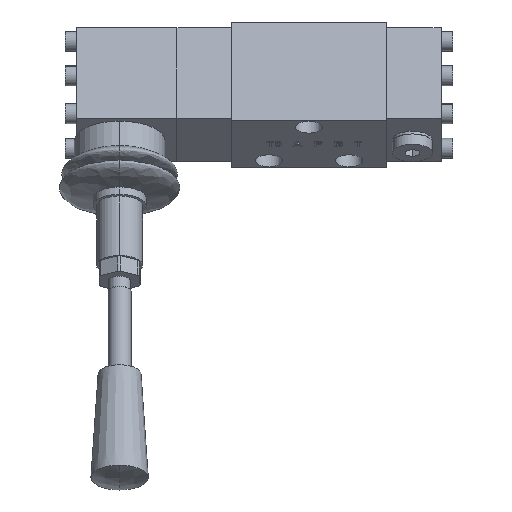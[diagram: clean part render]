
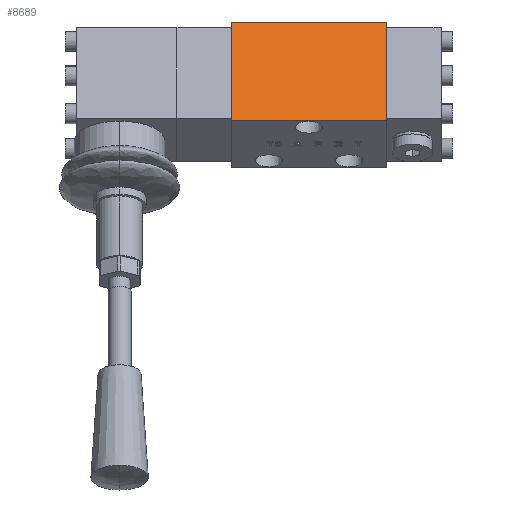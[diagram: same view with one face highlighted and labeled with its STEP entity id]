
A CAD part, front view. The second image highlights one B-rep face of the part: STEP entity #8689.
In plain terms, the highlighted planar face has unit normal (0, -0.901, 0.433).
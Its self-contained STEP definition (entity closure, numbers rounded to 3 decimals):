
#328 = DIRECTION ( 'NONE',  ( 0., 0.433, 0.901 ) ) ;
#596 = DIRECTION ( 'NONE',  ( 1., 0., 0. ) ) ;
#975 = LINE ( 'NONE', #8557, #5305 ) ;
#1399 = CARTESIAN_POINT ( 'NONE',  ( -22.49, -6.218, 122.353 ) ) ;
#1471 = CARTESIAN_POINT ( 'NONE',  ( -22.49, -22.669, 88.098 ) ) ;
#1473 = CARTESIAN_POINT ( 'NONE',  ( 31.51, -6.218, 122.353 ) ) ;
#1740 = PLANE ( 'NONE',  #9364 ) ;
#2250 = VERTEX_POINT ( 'NONE', #12756 ) ;
#2638 = ORIENTED_EDGE ( 'NONE', *, *, #14769, .T. ) ;
#2877 = CARTESIAN_POINT ( 'NONE',  ( -22.49, -6.218, 122.353 ) ) ;
#3027 = EDGE_CURVE ( 'NONE', #5072, #10591, #975, .T. ) ;
#5072 = VERTEX_POINT ( 'NONE', #1471 ) ;
#5263 = DIRECTION ( 'NONE',  ( 1., 0., 0. ) ) ;
#5305 = VECTOR ( 'NONE', #8393, 1000. ) ;
#5943 = CARTESIAN_POINT ( 'NONE',  ( -22.49, -6.218, 122.353 ) ) ;
#6087 = EDGE_LOOP ( 'NONE', ( #11459, #9304, #9882, #2638 ) ) ;
#7339 = EDGE_CURVE ( 'NONE', #15614, #2250, #13992, .T. ) ;
#7739 = CARTESIAN_POINT ( 'NONE',  ( 31.51, -22.669, 88.098 ) ) ;
#8155 = VECTOR ( 'NONE', #5263, 1000. ) ;
#8393 = DIRECTION ( 'NONE',  ( 0., 0.433, 0.901 ) ) ;
#8557 = CARTESIAN_POINT ( 'NONE',  ( -22.49, -6.218, 122.353 ) ) ;
#8689 = ADVANCED_FACE ( 'NONE', ( #10555 ), #1740, .F. ) ;
#9304 = ORIENTED_EDGE ( 'NONE', *, *, #15607, .F. ) ;
#9364 = AXIS2_PLACEMENT_3D ( 'NONE', #2877, #10462, #596 ) ;
#9882 = ORIENTED_EDGE ( 'NONE', *, *, #3027, .F. ) ;
#10105 = CARTESIAN_POINT ( 'NONE',  ( -22.49, -22.669, 88.098 ) ) ;
#10462 = DIRECTION ( 'NONE',  ( 0., 0.901, -0.433 ) ) ;
#10555 = FACE_OUTER_BOUND ( 'NONE', #6087, .T. ) ;
#10591 = VERTEX_POINT ( 'NONE', #5943 ) ;
#11016 = VECTOR ( 'NONE', #15173, 1000. ) ;
#11353 = LINE ( 'NONE', #10105, #11016 ) ;
#11459 = ORIENTED_EDGE ( 'NONE', *, *, #7339, .T. ) ;
#11607 = VECTOR ( 'NONE', #328, 1000. ) ;
#12756 = CARTESIAN_POINT ( 'NONE',  ( 31.51, -6.218, 122.353 ) ) ;
#13992 = LINE ( 'NONE', #1473, #11607 ) ;
#14073 = LINE ( 'NONE', #1399, #8155 ) ;
#14769 = EDGE_CURVE ( 'NONE', #5072, #15614, #11353, .T. ) ;
#15173 = DIRECTION ( 'NONE',  ( 1., 0., 0. ) ) ;
#15607 = EDGE_CURVE ( 'NONE', #10591, #2250, #14073, .T. ) ;
#15614 = VERTEX_POINT ( 'NONE', #7739 ) ;
